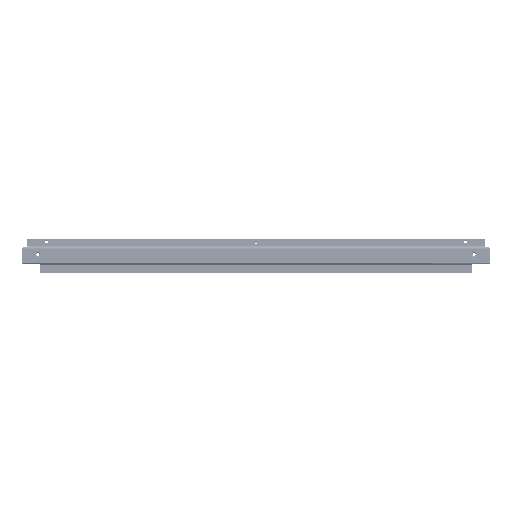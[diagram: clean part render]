
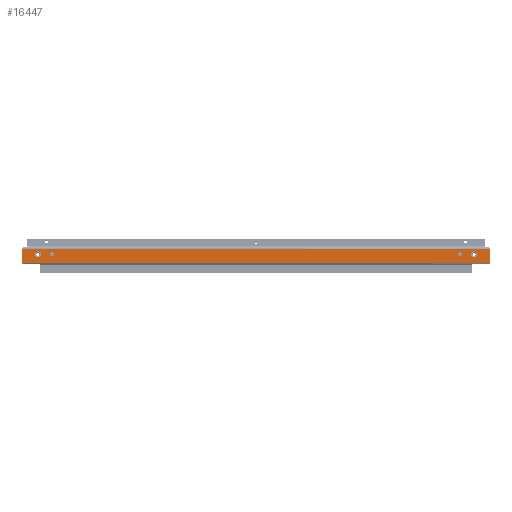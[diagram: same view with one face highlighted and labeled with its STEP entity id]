
A CAD part, front view. The second image highlights one B-rep face of the part: STEP entity #16447.
In plain terms, the highlighted face is planar.
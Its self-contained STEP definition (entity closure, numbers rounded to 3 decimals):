
#407 = DIRECTION ( 'NONE',  ( -1., 0., 0. ) ) ;
#847 = EDGE_CURVE ( 'NONE', #22386, #11733, #48563, .T. ) ;
#1353 = CARTESIAN_POINT ( 'NONE',  ( -600., -18., 0. ) ) ;
#1407 = VECTOR ( 'NONE', #61383, 1000. ) ;
#2825 = DIRECTION ( 'NONE',  ( 1., 0., 0. ) ) ;
#3274 = VECTOR ( 'NONE', #64669, 1000. ) ;
#3499 = CARTESIAN_POINT ( 'NONE',  ( 600., 18., 0. ) ) ;
#4395 = CARTESIAN_POINT ( 'NONE',  ( 600., 18., 0. ) ) ;
#4404 = LINE ( 'NONE', #12990, #50974 ) ;
#5123 = DIRECTION ( 'NONE',  ( 0., 0., 1. ) ) ;
#6733 = AXIS2_PLACEMENT_3D ( 'NONE', #9500, #41145, #2825 ) ;
#7261 = VECTOR ( 'NONE', #41896, 1000. ) ;
#7648 = EDGE_CURVE ( 'NONE', #82441, #65206, #36980, .T. ) ;
#9500 = CARTESIAN_POINT ( 'NONE',  ( -559.5, -3.319, 0. ) ) ;
#10717 = CIRCLE ( 'NONE', #6733, 8. ) ;
#10884 = CARTESIAN_POINT ( 'NONE',  ( -597.935, -18., 0. ) ) ;
#11733 = VERTEX_POINT ( 'NONE', #26340 ) ;
#11982 = DIRECTION ( 'NONE',  ( 1., 0., 0. ) ) ;
#12108 = CARTESIAN_POINT ( 'NONE',  ( 0., 0., 0. ) ) ;
#12990 = CARTESIAN_POINT ( 'NONE',  ( -600., -22., 0. ) ) ;
#13439 = LINE ( 'NONE', #1353, #3274 ) ;
#13980 = EDGE_CURVE ( 'NONE', #65206, #44682, #56974, .T. ) ;
#14432 = EDGE_CURVE ( 'NONE', #14519, #36038, #68191, .T. ) ;
#14519 = VERTEX_POINT ( 'NONE', #48070 ) ;
#15313 = CARTESIAN_POINT ( 'NONE',  ( 524.5, -3.319, 0. ) ) ;
#15812 = EDGE_CURVE ( 'NONE', #11733, #67673, #22690, .T. ) ;
#15925 = VERTEX_POINT ( 'NONE', #56382 ) ;
#16325 = AXIS2_PLACEMENT_3D ( 'NONE', #45618, #46831, #51852 ) ;
#16447 = ADVANCED_FACE ( 'NONE', ( #43786, #68766, #17965, #62511, #69180 ), #36700, .F. ) ;
#16816 = CARTESIAN_POINT ( 'NONE',  ( -559.5, -3.319, 0. ) ) ;
#17965 = FACE_BOUND ( 'NONE', #63236, .T. ) ;
#18332 = CARTESIAN_POINT ( 'NONE',  ( 524.5, -3.319, 0. ) ) ;
#18501 = ORIENTED_EDGE ( 'NONE', *, *, #71546, .F. ) ;
#19887 = EDGE_CURVE ( 'NONE', #44682, #22386, #54544, .T. ) ;
#20770 = DIRECTION ( 'NONE',  ( -1., 0., 0. ) ) ;
#21230 = ORIENTED_EDGE ( 'NONE', *, *, #57260, .T. ) ;
#21483 = EDGE_CURVE ( 'NONE', #74098, #69198, #21556, .T. ) ;
#21556 = CIRCLE ( 'NONE', #76108, 5.5 ) ;
#22386 = VERTEX_POINT ( 'NONE', #64291 ) ;
#22604 = EDGE_LOOP ( 'NONE', ( #18501, #55040 ) ) ;
#22690 = LINE ( 'NONE', #3499, #1407 ) ;
#22786 = EDGE_CURVE ( 'NONE', #69741, #73309, #10717, .T. ) ;
#23431 = VERTEX_POINT ( 'NONE', #61430 ) ;
#24158 = ORIENTED_EDGE ( 'NONE', *, *, #19887, .T. ) ;
#24878 = CARTESIAN_POINT ( 'NONE',  ( -551.5, -3.319, 0. ) ) ;
#25459 = DIRECTION ( 'NONE',  ( -1., 0., 0. ) ) ;
#25810 = ORIENTED_EDGE ( 'NONE', *, *, #847, .T. ) ;
#25985 = CARTESIAN_POINT ( 'NONE',  ( 600., -18., 0. ) ) ;
#26340 = CARTESIAN_POINT ( 'NONE',  ( -598., 18., 0. ) ) ;
#26617 = ORIENTED_EDGE ( 'NONE', *, *, #59824, .T. ) ;
#27407 = CIRCLE ( 'NONE', #36718, 8. ) ;
#28733 = CARTESIAN_POINT ( 'NONE',  ( -600., 18., 0. ) ) ;
#29139 = CIRCLE ( 'NONE', #69049, 8. ) ;
#30401 = VERTEX_POINT ( 'NONE', #61818 ) ;
#31227 = CARTESIAN_POINT ( 'NONE',  ( -519., -3.319, 0. ) ) ;
#31683 = DIRECTION ( 'NONE',  ( 0., 0., -1. ) ) ;
#31974 = DIRECTION ( 'NONE',  ( 0., 1., 0. ) ) ;
#34439 = DIRECTION ( 'NONE',  ( 1., 0., 0. ) ) ;
#35089 = AXIS2_PLACEMENT_3D ( 'NONE', #71334, #64240, #45933 ) ;
#36038 = VERTEX_POINT ( 'NONE', #31227 ) ;
#36700 = PLANE ( 'NONE',  #58688 ) ;
#36718 = AXIS2_PLACEMENT_3D ( 'NONE', #76673, #39184, #25459 ) ;
#36980 = LINE ( 'NONE', #61559, #41742 ) ;
#37513 = DIRECTION ( 'NONE',  ( -1., 0., 0. ) ) ;
#38142 = CARTESIAN_POINT ( 'NONE',  ( 597.935, -18., 0. ) ) ;
#38365 = DIRECTION ( 'NONE',  ( 1., 0., 0. ) ) ;
#38402 = DIRECTION ( 'NONE',  ( 0., -1., 0. ) ) ;
#39184 = DIRECTION ( 'NONE',  ( 0., 0., -1. ) ) ;
#41145 = DIRECTION ( 'NONE',  ( 0., 0., 1. ) ) ;
#41216 = EDGE_CURVE ( 'NONE', #73309, #69741, #29139, .T. ) ;
#41562 = VERTEX_POINT ( 'NONE', #10884 ) ;
#41742 = VECTOR ( 'NONE', #11982, 1000. ) ;
#41896 = DIRECTION ( 'NONE',  ( -1., 0., 0. ) ) ;
#43786 = FACE_BOUND ( 'NONE', #56792, .T. ) ;
#44682 = VERTEX_POINT ( 'NONE', #64888 ) ;
#45045 = CARTESIAN_POINT ( 'NONE',  ( -524.5, -3.319, 0. ) ) ;
#45618 = CARTESIAN_POINT ( 'NONE',  ( -524.5, -3.319, 0. ) ) ;
#45933 = DIRECTION ( 'NONE',  ( -1., 0., 0. ) ) ;
#46738 = ORIENTED_EDGE ( 'NONE', *, *, #53902, .T. ) ;
#46831 = DIRECTION ( 'NONE',  ( 0., 0., 1. ) ) ;
#46943 = VECTOR ( 'NONE', #34439, 1000. ) ;
#48070 = CARTESIAN_POINT ( 'NONE',  ( -530., -3.319, 0. ) ) ;
#48484 = DIRECTION ( 'NONE',  ( 1., 0., 0. ) ) ;
#48563 = LINE ( 'NONE', #4395, #7261 ) ;
#49713 = CIRCLE ( 'NONE', #35089, 8. ) ;
#50749 = ORIENTED_EDGE ( 'NONE', *, *, #7648, .T. ) ;
#50974 = VECTOR ( 'NONE', #38402, 1000. ) ;
#51852 = DIRECTION ( 'NONE',  ( 1., 0., 0. ) ) ;
#52294 = ORIENTED_EDGE ( 'NONE', *, *, #80547, .T. ) ;
#52862 = EDGE_CURVE ( 'NONE', #67673, #30401, #4404, .T. ) ;
#53204 = VECTOR ( 'NONE', #80372, 1000. ) ;
#53405 = AXIS2_PLACEMENT_3D ( 'NONE', #18332, #63714, #407 ) ;
#53902 = EDGE_CURVE ( 'NONE', #30401, #41562, #66908, .T. ) ;
#54544 = LINE ( 'NONE', #61185, #53204 ) ;
#55040 = ORIENTED_EDGE ( 'NONE', *, *, #14432, .F. ) ;
#56382 = CARTESIAN_POINT ( 'NONE',  ( 567.5, -3.319, 0. ) ) ;
#56792 = EDGE_LOOP ( 'NONE', ( #26617, #52294 ) ) ;
#56974 = LINE ( 'NONE', #82374, #70259 ) ;
#57134 = ORIENTED_EDGE ( 'NONE', *, *, #61247, .T. ) ;
#57260 = EDGE_CURVE ( 'NONE', #69198, #74098, #72038, .T. ) ;
#57532 = DIRECTION ( 'NONE',  ( 0., 0., 1. ) ) ;
#58046 = EDGE_LOOP ( 'NONE', ( #46738, #57134, #50749, #59211, #24158, #25810, #79774, #59008 ) ) ;
#58688 = AXIS2_PLACEMENT_3D ( 'NONE', #12108, #31683, #37513 ) ;
#59008 = ORIENTED_EDGE ( 'NONE', *, *, #52862, .T. ) ;
#59211 = ORIENTED_EDGE ( 'NONE', *, *, #13980, .T. ) ;
#59696 = CIRCLE ( 'NONE', #80985, 5.5 ) ;
#59824 = EDGE_CURVE ( 'NONE', #15925, #23431, #49713, .T. ) ;
#61014 = CARTESIAN_POINT ( 'NONE',  ( -567.5, -3.319, 0. ) ) ;
#61185 = CARTESIAN_POINT ( 'NONE',  ( 600., 18., 0. ) ) ;
#61247 = EDGE_CURVE ( 'NONE', #41562, #82441, #13439, .T. ) ;
#61383 = DIRECTION ( 'NONE',  ( -1., 0., 0. ) ) ;
#61430 = CARTESIAN_POINT ( 'NONE',  ( 551.5, -3.319, 0. ) ) ;
#61559 = CARTESIAN_POINT ( 'NONE',  ( -600., -18., 0. ) ) ;
#61818 = CARTESIAN_POINT ( 'NONE',  ( -600., -18., 0. ) ) ;
#62511 = FACE_BOUND ( 'NONE', #22604, .T. ) ;
#63224 = ORIENTED_EDGE ( 'NONE', *, *, #41216, .F. ) ;
#63236 = EDGE_LOOP ( 'NONE', ( #63224, #78703 ) ) ;
#63714 = DIRECTION ( 'NONE',  ( 0., 0., -1. ) ) ;
#64240 = DIRECTION ( 'NONE',  ( 0., 0., -1. ) ) ;
#64291 = CARTESIAN_POINT ( 'NONE',  ( 598., 18., 0. ) ) ;
#64669 = DIRECTION ( 'NONE',  ( 1., 0., 0. ) ) ;
#64888 = CARTESIAN_POINT ( 'NONE',  ( 600., 18., 0. ) ) ;
#65206 = VERTEX_POINT ( 'NONE', #25985 ) ;
#66083 = CARTESIAN_POINT ( 'NONE',  ( -600., -18., 0. ) ) ;
#66537 = DIRECTION ( 'NONE',  ( 0., 0., -1. ) ) ;
#66908 = LINE ( 'NONE', #66083, #46943 ) ;
#67673 = VERTEX_POINT ( 'NONE', #28733 ) ;
#68191 = CIRCLE ( 'NONE', #16325, 5.5 ) ;
#68766 = FACE_BOUND ( 'NONE', #81640, .T. ) ;
#69049 = AXIS2_PLACEMENT_3D ( 'NONE', #16816, #5123, #48484 ) ;
#69180 = FACE_OUTER_BOUND ( 'NONE', #58046, .T. ) ;
#69198 = VERTEX_POINT ( 'NONE', #80798 ) ;
#69741 = VERTEX_POINT ( 'NONE', #61014 ) ;
#70259 = VECTOR ( 'NONE', #31974, 1000. ) ;
#71334 = CARTESIAN_POINT ( 'NONE',  ( 559.5, -3.319, 0. ) ) ;
#71546 = EDGE_CURVE ( 'NONE', #36038, #14519, #59696, .T. ) ;
#72038 = CIRCLE ( 'NONE', #53405, 5.5 ) ;
#73309 = VERTEX_POINT ( 'NONE', #24878 ) ;
#74098 = VERTEX_POINT ( 'NONE', #75071 ) ;
#75071 = CARTESIAN_POINT ( 'NONE',  ( 519., -3.319, 0. ) ) ;
#75533 = ORIENTED_EDGE ( 'NONE', *, *, #21483, .T. ) ;
#76108 = AXIS2_PLACEMENT_3D ( 'NONE', #15313, #66537, #20770 ) ;
#76673 = CARTESIAN_POINT ( 'NONE',  ( 559.5, -3.319, 0. ) ) ;
#78703 = ORIENTED_EDGE ( 'NONE', *, *, #22786, .F. ) ;
#79774 = ORIENTED_EDGE ( 'NONE', *, *, #15812, .T. ) ;
#80372 = DIRECTION ( 'NONE',  ( -1., 0., 0. ) ) ;
#80547 = EDGE_CURVE ( 'NONE', #23431, #15925, #27407, .T. ) ;
#80798 = CARTESIAN_POINT ( 'NONE',  ( 530., -3.319, 0. ) ) ;
#80985 = AXIS2_PLACEMENT_3D ( 'NONE', #45045, #57532, #38365 ) ;
#81640 = EDGE_LOOP ( 'NONE', ( #21230, #75533 ) ) ;
#82374 = CARTESIAN_POINT ( 'NONE',  ( 600., -22., 0. ) ) ;
#82441 = VERTEX_POINT ( 'NONE', #38142 ) ;
